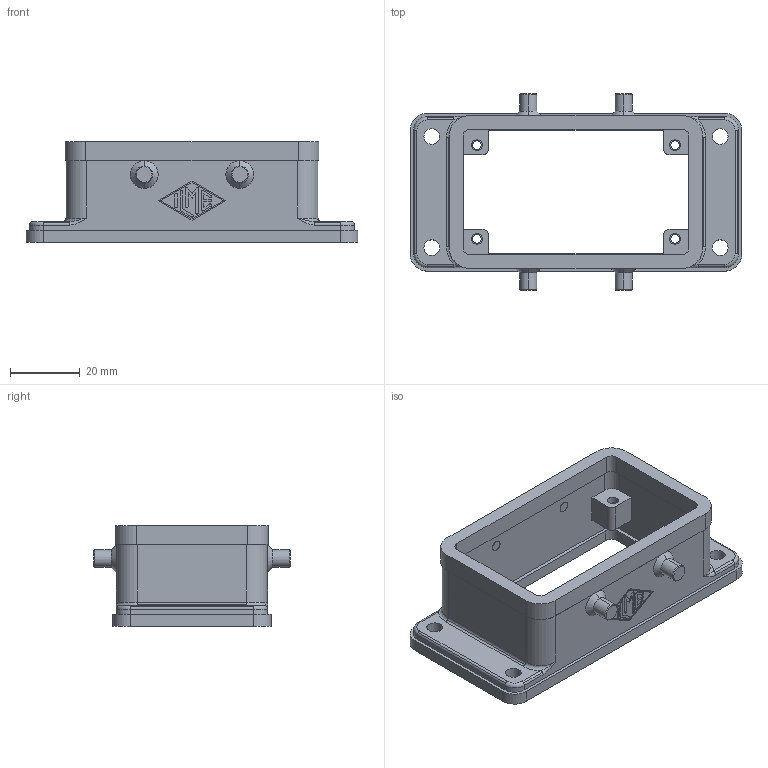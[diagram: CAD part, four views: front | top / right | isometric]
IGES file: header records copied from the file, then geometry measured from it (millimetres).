
Global section: file name: No Iges File Name specified; native system: AutoDesk Inventor R6.1; preprocessor: AutoDesk Inventor Iges Exporter R6.1; author: No Author specified; organization: No Organization specified; date: 20061221.124034; units: millimetre
Bounding box: 95.5 x 56.5 x 29 mm (x, y, z)
Volume: 28829.7 mm3; surface area: 18402.7 mm2
Topology: 1 solids, 1 shells, 253 faces, 647 edges, 414 vertices
Faces by surface type: plane 91, bspline 58, revolution 50, cylinder 42, cone 8, torus 4
